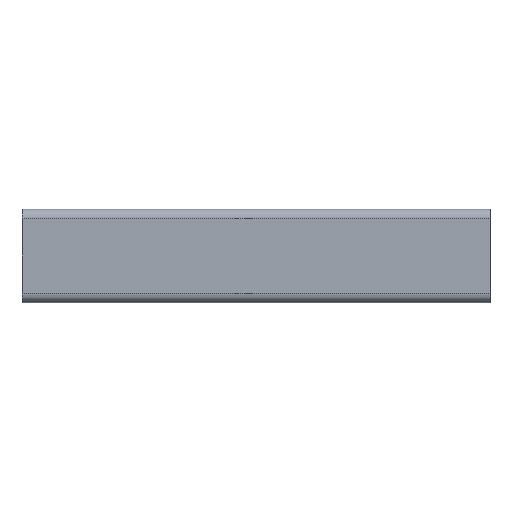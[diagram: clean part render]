
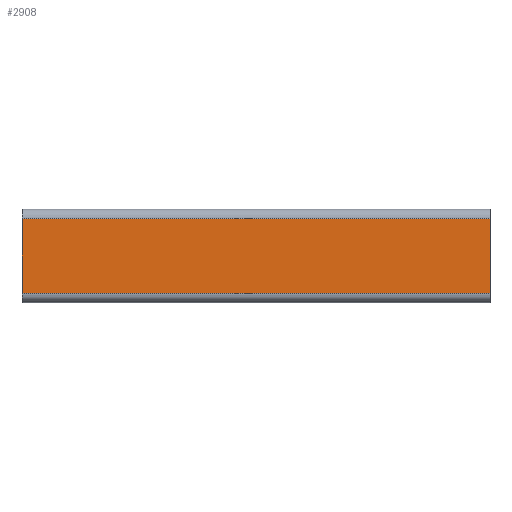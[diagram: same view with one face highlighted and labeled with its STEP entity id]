
A CAD part, left-side view. The second image highlights one B-rep face of the part: STEP entity #2908.
In plain terms, the highlighted planar face has unit normal (-1, 0, 0).
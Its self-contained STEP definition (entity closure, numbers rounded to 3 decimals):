
#377=FACE_OUTER_BOUND('',#525,.T.);
#525=EDGE_LOOP('',(#2316,#2317,#2318,#2319));
#793=LINE('',#4823,#1073);
#794=LINE('',#4827,#1074);
#795=LINE('',#4829,#1075);
#796=LINE('',#4830,#1076);
#1073=VECTOR('',#3945,200.);
#1074=VECTOR('',#3950,32.);
#1075=VECTOR('',#3951,200.);
#1076=VECTOR('',#3952,32.);
#1362=VERTEX_POINT('',#4820);
#1363=VERTEX_POINT('',#4822);
#1364=VERTEX_POINT('',#4826);
#1365=VERTEX_POINT('',#4828);
#1766=EDGE_CURVE('',#1362,#1363,#793,.T.);
#1768=EDGE_CURVE('',#1362,#1364,#794,.T.);
#1769=EDGE_CURVE('',#1364,#1365,#795,.T.);
#1770=EDGE_CURVE('',#1363,#1365,#796,.T.);
#2316=ORIENTED_EDGE('',*,*,#1768,.T.);
#2317=ORIENTED_EDGE('',*,*,#1769,.T.);
#2318=ORIENTED_EDGE('',*,*,#1770,.F.);
#2319=ORIENTED_EDGE('',*,*,#1766,.F.);
#2776=PLANE('',#3181);
#2908=ADVANCED_FACE('',(#377),#2776,.T.);
#3181=AXIS2_PLACEMENT_3D('',#4825,#3948,#3949);
#3945=DIRECTION('',(0.,-1.,0.));
#3948=DIRECTION('center_axis',(-1.,0.,0.));
#3949=DIRECTION('ref_axis',(0.,0.,1.));
#3950=DIRECTION('',(0.,0.,-1.));
#3951=DIRECTION('',(0.,-1.,0.));
#3952=DIRECTION('',(0.,0.,-1.));
#4820=CARTESIAN_POINT('',(-20.,200.,16.));
#4822=CARTESIAN_POINT('',(-20.,0.,16.));
#4823=CARTESIAN_POINT('',(-20.,0.,16.));
#4825=CARTESIAN_POINT('Origin',(-20.,0.,-16.));
#4826=CARTESIAN_POINT('',(-20.,200.,-16.));
#4827=CARTESIAN_POINT('',(-20.,200.,-8.));
#4828=CARTESIAN_POINT('',(-20.,0.,-16.));
#4829=CARTESIAN_POINT('',(-20.,0.,-16.));
#4830=CARTESIAN_POINT('',(-20.,0.,-8.));
